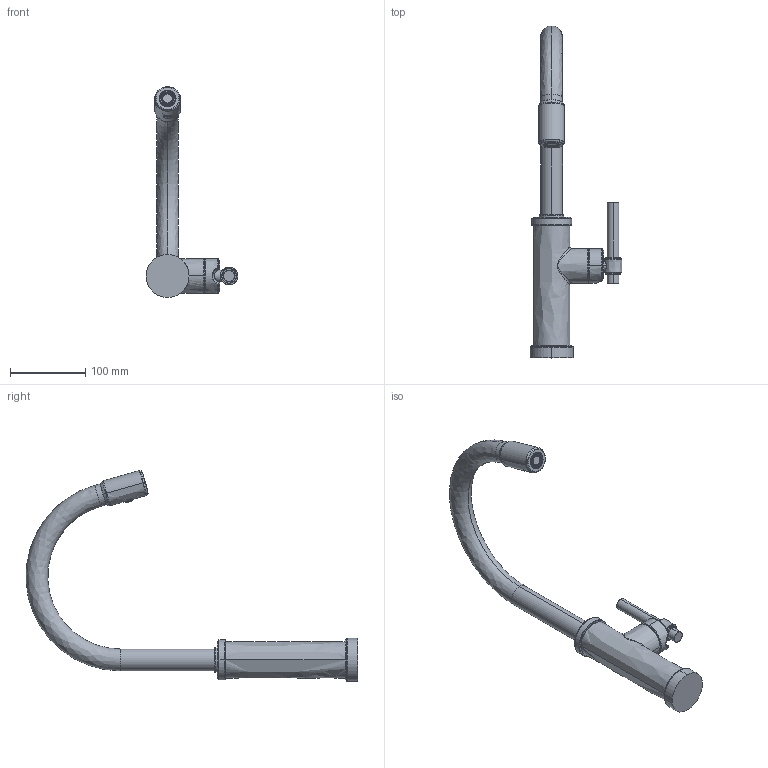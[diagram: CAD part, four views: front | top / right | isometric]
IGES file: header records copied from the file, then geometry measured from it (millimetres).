
Start section:  PTC IGES file: 3180-5113.igs
Global section: file name: 3180-5113.igs; native system: Creo Parametric by PTC Inc.; preprocessor: 2018400; author: jinson.thomas; organization: Unknown; date: 20210408.153010; units: inch
Bounding box: 121.69 x 439.67 x 279.46 mm (x, y, z)
Volume: 808308.7 mm3; surface area: 97131.5 mm2
Topology: 1 solids, 1 shells, 328 faces, 790 edges, 481 vertices
Faces by surface type: revolution 188, bspline 140
